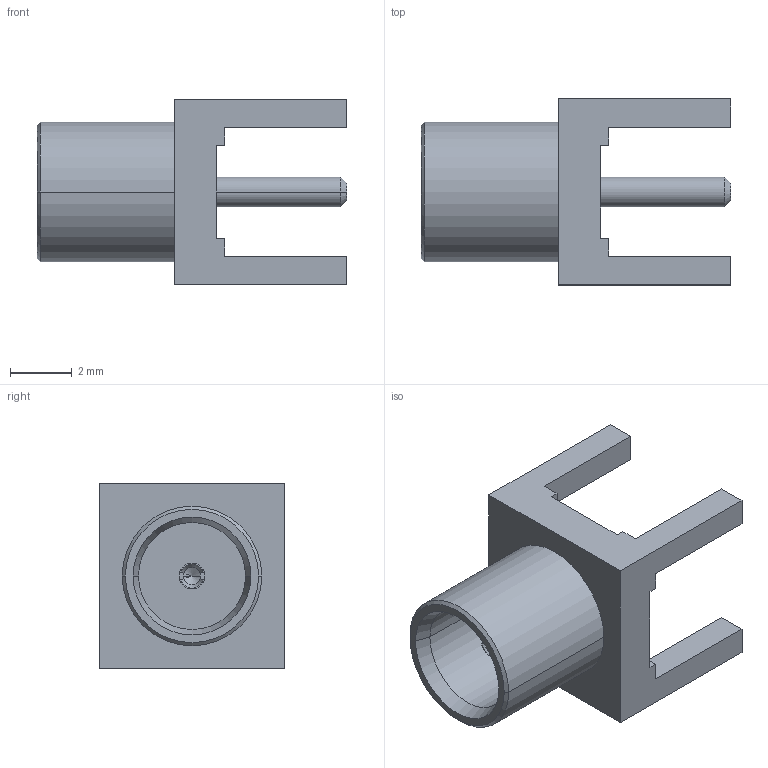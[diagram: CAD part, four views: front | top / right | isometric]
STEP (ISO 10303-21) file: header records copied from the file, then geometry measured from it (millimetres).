
FILE_DESCRIPTION((''),'2;1');
FILE_NAME('MCX6251B3-002-3GT30G-_SW0001','2020-05-12T12:37:04',('Kaviyarasan'),(''),'CREO PARAMETRIC BY PTC INC, 2019444','CREO PARAMETRIC BY PTC INC, 2019444','');
FILE_SCHEMA(('CONFIG_CONTROL_DESIGN'));
Length unit declared in the file: inch
Products named in the file (1): MCX6251B3-002-3GT30G-_SW0001
Bounding box: 10 x 6 x 6 mm (x, y, z)
Volume: 98.2 mm3; surface area: 300.4 mm2
Topology: 1 solids, 1 shells, 68 faces, 174 edges, 111 vertices
Faces by surface type: plane 42, cone 14, cylinder 12
Entity records: 2084 total; most frequent: CARTESIAN_POINT 371, DIRECTION 348, ORIENTED_EDGE 344, EDGE_CURVE 172, VECTOR 124, LINE 124, AXIS2_PLACEMENT_3D 112, VERTEX_POINT 111
